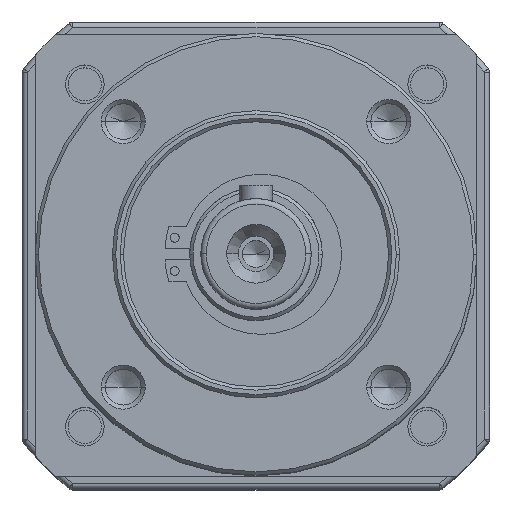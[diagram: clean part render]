
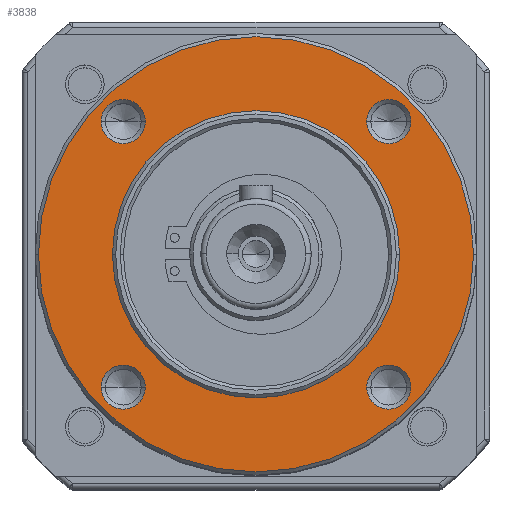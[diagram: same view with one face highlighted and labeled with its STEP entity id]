
A CAD part, top view. The second image highlights one B-rep face of the part: STEP entity #3838.
In plain terms, the highlighted planar face has unit normal (0, 0, 1).
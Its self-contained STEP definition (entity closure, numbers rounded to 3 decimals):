
#60 = CIRCLE ( 'NONE', #62, 19.7 ) ;
#62 = AXIS2_PLACEMENT_3D ( 'NONE', #4059, #4060, #4061 ) ;
#67 = CIRCLE ( 'NONE', #74, 2. ) ;
#74 = AXIS2_PLACEMENT_3D ( 'NONE', #4079, #4080, #4081 ) ;
#79 = CIRCLE ( 'NONE', #86, 2. ) ;
#80 = AXIS2_PLACEMENT_3D ( 'NONE', #4089, #4090, #4091 ) ;
#85 = CIRCLE ( 'NONE', #93, 2. ) ;
#86 = AXIS2_PLACEMENT_3D ( 'NONE', #4099, #4100, #4101 ) ;
#92 = CIRCLE ( 'NONE', #99, 13. ) ;
#93 = AXIS2_PLACEMENT_3D ( 'NONE', #4109, #4110, #4111 ) ;
#99 = AXIS2_PLACEMENT_3D ( 'NONE', #4119, #4120, #4121 ) ;
#340 = PLANE ( 'NONE',  #5507 ) ;
#341 = CARTESIAN_POINT ( 'NONE',  ( -20.094, -19.7, 107.3 ) ) ;
#342 = DIRECTION ( 'NONE',  ( 0., 0., 1. ) ) ;
#343 = DIRECTION ( 'NONE',  ( 1., 0., 0. ) ) ;
#833 = EDGE_CURVE ( 'NONE', #3459, #3460, #1450, .T. ) ;
#834 = EDGE_CURVE ( 'NONE', #3455, #3456, #1452, .T. ) ;
#835 = EDGE_CURVE ( 'NONE', #3451, #3452, #1454, .T. ) ;
#836 = EDGE_CURVE ( 'NONE', #3447, #3448, #1456, .T. ) ;
#837 = EDGE_CURVE ( 'NONE', #3443, #3444, #1458, .T. ) ;
#889 = EDGE_CURVE ( 'NONE', #3436, #3435, #3646, .T. ) ;
#959 = EDGE_CURVE ( 'NONE', #3435, #3436, #60, .T. ) ;
#967 = EDGE_CURVE ( 'NONE', #3444, #3443, #67, .T. ) ;
#971 = EDGE_CURVE ( 'NONE', #3448, #3447, #1432, .T. ) ;
#975 = EDGE_CURVE ( 'NONE', #3452, #3451, #79, .T. ) ;
#979 = EDGE_CURVE ( 'NONE', #3456, #3455, #85, .T. ) ;
#983 = EDGE_CURVE ( 'NONE', #3460, #3459, #92, .T. ) ;
#1432 = CIRCLE ( 'NONE', #80, 2. ) ;
#1450 = CIRCLE ( 'NONE', #1451, 13. ) ;
#1451 = AXIS2_PLACEMENT_3D ( 'NONE', #2499, #2500, #2501 ) ;
#1452 = CIRCLE ( 'NONE', #1453, 2. ) ;
#1453 = AXIS2_PLACEMENT_3D ( 'NONE', #2502, #2503, #2504 ) ;
#1454 = CIRCLE ( 'NONE', #1455, 2. ) ;
#1455 = AXIS2_PLACEMENT_3D ( 'NONE', #2505, #2506, #2507 ) ;
#1456 = CIRCLE ( 'NONE', #1457, 2. ) ;
#1457 = AXIS2_PLACEMENT_3D ( 'NONE', #2508, #2509, #2510 ) ;
#1458 = CIRCLE ( 'NONE', #1459, 2. ) ;
#1459 = AXIS2_PLACEMENT_3D ( 'NONE', #2511, #2512, #2513 ) ;
#2300 = ORIENTED_EDGE ( 'NONE', *, *, #983, .T. ) ;
#2301 = ORIENTED_EDGE ( 'NONE', *, *, #833, .T. ) ;
#2302 = ORIENTED_EDGE ( 'NONE', *, *, #959, .F. ) ;
#2303 = ORIENTED_EDGE ( 'NONE', *, *, #889, .F. ) ;
#2398 = CARTESIAN_POINT ( 'NONE',  ( 0., 0., 107.3 ) ) ;
#2399 = DIRECTION ( 'NONE',  ( 0., 0., -1. ) ) ;
#2400 = DIRECTION ( 'NONE',  ( -1., 0., 0. ) ) ;
#2499 = CARTESIAN_POINT ( 'NONE',  ( 0., 0., 107.3 ) ) ;
#2500 = DIRECTION ( 'NONE',  ( 0., 0., -1. ) ) ;
#2501 = DIRECTION ( 'NONE',  ( -1., 0., 0. ) ) ;
#2502 = CARTESIAN_POINT ( 'NONE',  ( 12.021, 12.021, 107.3 ) ) ;
#2503 = DIRECTION ( 'NONE',  ( 0., 0., -1. ) ) ;
#2504 = DIRECTION ( 'NONE',  ( 1., 0., 0. ) ) ;
#2505 = CARTESIAN_POINT ( 'NONE',  ( -12.021, 12.021, 107.3 ) ) ;
#2506 = DIRECTION ( 'NONE',  ( 0., 0., -1. ) ) ;
#2507 = DIRECTION ( 'NONE',  ( 1., 0., 0. ) ) ;
#2508 = CARTESIAN_POINT ( 'NONE',  ( -12.021, -12.021, 107.3 ) ) ;
#2509 = DIRECTION ( 'NONE',  ( 0., 0., -1. ) ) ;
#2510 = DIRECTION ( 'NONE',  ( 1., 0., 0. ) ) ;
#2511 = CARTESIAN_POINT ( 'NONE',  ( 12.021, -12.021, 107.3 ) ) ;
#2512 = DIRECTION ( 'NONE',  ( 0., 0., -1. ) ) ;
#2513 = DIRECTION ( 'NONE',  ( 1., 0., 0. ) ) ;
#3145 = EDGE_LOOP ( 'NONE', ( #2302, #2303 ) ) ;
#3146 = EDGE_LOOP ( 'NONE', ( #2300, #2301 ) ) ;
#3149 = EDGE_LOOP ( 'NONE', ( #3737, #3738 ) ) ;
#3150 = EDGE_LOOP ( 'NONE', ( #3741, #3742 ) ) ;
#3151 = EDGE_LOOP ( 'NONE', ( #3735, #3736 ) ) ;
#3152 = EDGE_LOOP ( 'NONE', ( #3739, #3740 ) ) ;
#3435 = VERTEX_POINT ( 'NONE', #5318 ) ;
#3436 = VERTEX_POINT ( 'NONE', #5319 ) ;
#3443 = VERTEX_POINT ( 'NONE', #5326 ) ;
#3444 = VERTEX_POINT ( 'NONE', #5327 ) ;
#3447 = VERTEX_POINT ( 'NONE', #5330 ) ;
#3448 = VERTEX_POINT ( 'NONE', #5331 ) ;
#3451 = VERTEX_POINT ( 'NONE', #5334 ) ;
#3452 = VERTEX_POINT ( 'NONE', #5335 ) ;
#3455 = VERTEX_POINT ( 'NONE', #5338 ) ;
#3456 = VERTEX_POINT ( 'NONE', #5339 ) ;
#3459 = VERTEX_POINT ( 'NONE', #5342 ) ;
#3460 = VERTEX_POINT ( 'NONE', #5343 ) ;
#3646 = CIRCLE ( 'NONE', #3654, 19.7 ) ;
#3654 = AXIS2_PLACEMENT_3D ( 'NONE', #2398, #2399, #2400 ) ;
#3735 = ORIENTED_EDGE ( 'NONE', *, *, #967, .T. ) ;
#3736 = ORIENTED_EDGE ( 'NONE', *, *, #837, .T. ) ;
#3737 = ORIENTED_EDGE ( 'NONE', *, *, #971, .T. ) ;
#3738 = ORIENTED_EDGE ( 'NONE', *, *, #836, .T. ) ;
#3739 = ORIENTED_EDGE ( 'NONE', *, *, #975, .T. ) ;
#3740 = ORIENTED_EDGE ( 'NONE', *, *, #835, .T. ) ;
#3741 = ORIENTED_EDGE ( 'NONE', *, *, #979, .T. ) ;
#3742 = ORIENTED_EDGE ( 'NONE', *, *, #834, .T. ) ;
#3838 = ADVANCED_FACE ( 'NONE', ( #4646, #4647, #4648, #4649, #4650, #4651 ), #340, .T. ) ;
#4059 = CARTESIAN_POINT ( 'NONE',  ( 0., 0., 107.3 ) ) ;
#4060 = DIRECTION ( 'NONE',  ( 0., 0., -1. ) ) ;
#4061 = DIRECTION ( 'NONE',  ( -1., 0., 0. ) ) ;
#4079 = CARTESIAN_POINT ( 'NONE',  ( 12.021, -12.021, 107.3 ) ) ;
#4080 = DIRECTION ( 'NONE',  ( 0., 0., -1. ) ) ;
#4081 = DIRECTION ( 'NONE',  ( 1., 0., 0. ) ) ;
#4089 = CARTESIAN_POINT ( 'NONE',  ( -12.021, -12.021, 107.3 ) ) ;
#4090 = DIRECTION ( 'NONE',  ( 0., 0., -1. ) ) ;
#4091 = DIRECTION ( 'NONE',  ( 1., 0., 0. ) ) ;
#4099 = CARTESIAN_POINT ( 'NONE',  ( -12.021, 12.021, 107.3 ) ) ;
#4100 = DIRECTION ( 'NONE',  ( 0., 0., -1. ) ) ;
#4101 = DIRECTION ( 'NONE',  ( 1., 0., 0. ) ) ;
#4109 = CARTESIAN_POINT ( 'NONE',  ( 12.021, 12.021, 107.3 ) ) ;
#4110 = DIRECTION ( 'NONE',  ( 0., 0., -1. ) ) ;
#4111 = DIRECTION ( 'NONE',  ( 1., 0., 0. ) ) ;
#4119 = CARTESIAN_POINT ( 'NONE',  ( 0., 0., 107.3 ) ) ;
#4120 = DIRECTION ( 'NONE',  ( 0., 0., -1. ) ) ;
#4121 = DIRECTION ( 'NONE',  ( -1., 0., 0. ) ) ;
#4646 = FACE_BOUND ( 'NONE', #3151, .T. ) ;
#4647 = FACE_BOUND ( 'NONE', #3149, .T. ) ;
#4648 = FACE_BOUND ( 'NONE', #3152, .T. ) ;
#4649 = FACE_BOUND ( 'NONE', #3150, .T. ) ;
#4650 = FACE_BOUND ( 'NONE', #3146, .T. ) ;
#4651 = FACE_OUTER_BOUND ( 'NONE', #3145, .T. ) ;
#5318 = CARTESIAN_POINT ( 'NONE',  ( -19.7, 0., 107.3 ) ) ;
#5319 = CARTESIAN_POINT ( 'NONE',  ( 19.7, 0., 107.3 ) ) ;
#5326 = CARTESIAN_POINT ( 'NONE',  ( 10.021, -12.021, 107.3 ) ) ;
#5327 = CARTESIAN_POINT ( 'NONE',  ( 14.021, -12.021, 107.3 ) ) ;
#5330 = CARTESIAN_POINT ( 'NONE',  ( -14.021, -12.021, 107.3 ) ) ;
#5331 = CARTESIAN_POINT ( 'NONE',  ( -10.021, -12.021, 107.3 ) ) ;
#5334 = CARTESIAN_POINT ( 'NONE',  ( -14.021, 12.021, 107.3 ) ) ;
#5335 = CARTESIAN_POINT ( 'NONE',  ( -10.021, 12.021, 107.3 ) ) ;
#5338 = CARTESIAN_POINT ( 'NONE',  ( 10.021, 12.021, 107.3 ) ) ;
#5339 = CARTESIAN_POINT ( 'NONE',  ( 14.021, 12.021, 107.3 ) ) ;
#5342 = CARTESIAN_POINT ( 'NONE',  ( 13., 0., 107.3 ) ) ;
#5343 = CARTESIAN_POINT ( 'NONE',  ( -13., 0., 107.3 ) ) ;
#5507 = AXIS2_PLACEMENT_3D ( 'NONE', #341, #342, #343 ) ;
